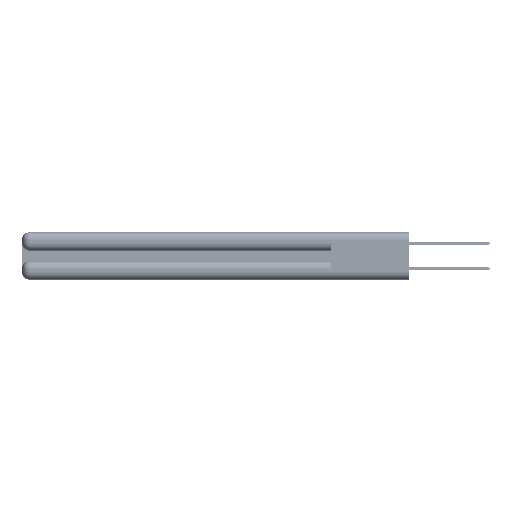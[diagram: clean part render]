
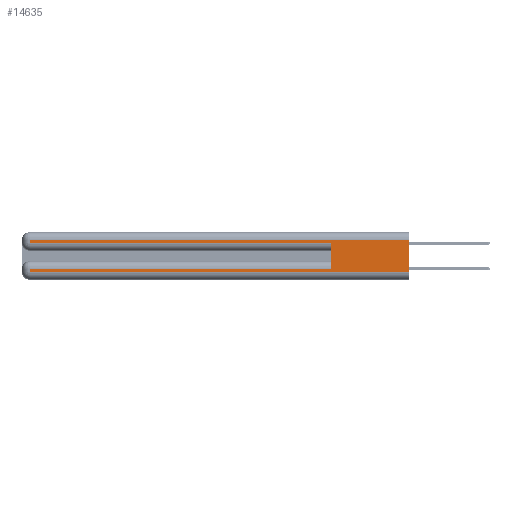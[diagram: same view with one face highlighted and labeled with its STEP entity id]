
A CAD part, left-side view. The second image highlights one B-rep face of the part: STEP entity #14635.
In plain terms, the highlighted planar face has unit normal (-1, 0, 0).
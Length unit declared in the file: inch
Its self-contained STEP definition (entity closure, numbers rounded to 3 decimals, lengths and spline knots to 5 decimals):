
#1371 = EDGE_CURVE ( 'NONE', #29649, #2194, #25817, .T. ) ;
#1940 = ORIENTED_EDGE ( 'NONE', *, *, #1371, .T. ) ;
#2194 = VERTEX_POINT ( 'NONE', #41203 ) ;
#2229 = EDGE_CURVE ( 'NONE', #56018, #52669, #38241, .T. ) ;
#3475 = CARTESIAN_POINT ( 'NONE',  ( 0., 2.94, 0.31 ) ) ;
#4478 = CARTESIAN_POINT ( 'NONE',  ( 0., 0., 0.285 ) ) ;
#5335 = CARTESIAN_POINT ( 'NONE',  ( 0., 0., 0.085 ) ) ;
#5894 = LINE ( 'NONE', #57667, #51884 ) ;
#6012 = EDGE_CURVE ( 'NONE', #57656, #16566, #5894, .T. ) ;
#6119 = ORIENTED_EDGE ( 'NONE', *, *, #2229, .F. ) ;
#6721 = LINE ( 'NONE', #5335, #33163 ) ;
#7764 = FACE_OUTER_BOUND ( 'NONE', #19417, .T. ) ;
#9814 = EDGE_CURVE ( 'NONE', #2194, #33551, #55755, .T. ) ;
#10855 = CARTESIAN_POINT ( 'NONE',  ( 0., 0.6, 0.145 ) ) ;
#12812 = CARTESIAN_POINT ( 'NONE',  ( 0., 0., 0.37 ) ) ;
#14635 = ADVANCED_FACE ( 'NONE', ( #7764 ), #25611, .F. ) ;
#14896 = ORIENTED_EDGE ( 'NONE', *, *, #6012, .T. ) ;
#15162 = LINE ( 'NONE', #18906, #28329 ) ;
#16566 = VERTEX_POINT ( 'NONE', #3475 ) ;
#17950 = CARTESIAN_POINT ( 'NONE',  ( 0., 0.6, 0.085 ) ) ;
#18438 = CARTESIAN_POINT ( 'NONE',  ( 0., 2.94, 0.37 ) ) ;
#18906 = CARTESIAN_POINT ( 'NONE',  ( 0., 2.94, 0.37 ) ) ;
#19417 = EDGE_LOOP ( 'NONE', ( #35656, #14896, #29001, #35183, #6119, #52724, #1940, #48228 ) ) ;
#20166 = DIRECTION ( 'NONE',  ( 0., 0., -1. ) ) ;
#20620 = EDGE_CURVE ( 'NONE', #51222, #52669, #55645, .T. ) ;
#21217 = EDGE_CURVE ( 'NONE', #16566, #51222, #15162, .T. ) ;
#21882 = EDGE_CURVE ( 'NONE', #56018, #29649, #6721, .T. ) ;
#25611 = PLANE ( 'NONE',  #30003 ) ;
#25804 = CARTESIAN_POINT ( 'NONE',  ( 0., 0.6, 0.285 ) ) ;
#25817 = LINE ( 'NONE', #18438, #26566 ) ;
#26241 = VECTOR ( 'NONE', #37871, 39.37008 ) ;
#26257 = CARTESIAN_POINT ( 'NONE',  ( 0., 0., 0.06 ) ) ;
#26566 = VECTOR ( 'NONE', #20166, 39.37008 ) ;
#28329 = VECTOR ( 'NONE', #31929, 39.37008 ) ;
#28872 = CARTESIAN_POINT ( 'NONE',  ( 0., 2.94, 0.085 ) ) ;
#29001 = ORIENTED_EDGE ( 'NONE', *, *, #21217, .T. ) ;
#29082 = VECTOR ( 'NONE', #35607, 39.37008 ) ;
#29562 = CARTESIAN_POINT ( 'NONE',  ( 0., 0., 0.31 ) ) ;
#29649 = VERTEX_POINT ( 'NONE', #28872 ) ;
#30003 = AXIS2_PLACEMENT_3D ( 'NONE', #12812, #56821, #30059 ) ;
#30059 = DIRECTION ( 'NONE',  ( 0., 0., -1. ) ) ;
#31929 = DIRECTION ( 'NONE',  ( 0., 0., -1. ) ) ;
#33163 = VECTOR ( 'NONE', #53648, 39.37008 ) ;
#33551 = VERTEX_POINT ( 'NONE', #26257 ) ;
#34167 = VECTOR ( 'NONE', #34591, 39.37008 ) ;
#34396 = CARTESIAN_POINT ( 'NONE',  ( 0., 0., 0.06 ) ) ;
#34591 = DIRECTION ( 'NONE',  ( 0., -1., 0. ) ) ;
#35183 = ORIENTED_EDGE ( 'NONE', *, *, #20620, .T. ) ;
#35607 = DIRECTION ( 'NONE',  ( 0., -1., 0. ) ) ;
#35656 = ORIENTED_EDGE ( 'NONE', *, *, #40632, .F. ) ;
#37871 = DIRECTION ( 'NONE',  ( 0., 0., -1. ) ) ;
#38241 = LINE ( 'NONE', #10855, #48080 ) ;
#40632 = EDGE_CURVE ( 'NONE', #57656, #33551, #57649, .T. ) ;
#41203 = CARTESIAN_POINT ( 'NONE',  ( 0., 2.94, 0.06 ) ) ;
#41586 = DIRECTION ( 'NONE',  ( 0., 0., 1. ) ) ;
#42736 = CARTESIAN_POINT ( 'NONE',  ( 0., 0., 0.37 ) ) ;
#48080 = VECTOR ( 'NONE', #41586, 39.37008 ) ;
#48228 = ORIENTED_EDGE ( 'NONE', *, *, #9814, .T. ) ;
#51222 = VERTEX_POINT ( 'NONE', #55329 ) ;
#51884 = VECTOR ( 'NONE', #52315, 39.37008 ) ;
#52315 = DIRECTION ( 'NONE',  ( 0., 1., 0. ) ) ;
#52669 = VERTEX_POINT ( 'NONE', #25804 ) ;
#52724 = ORIENTED_EDGE ( 'NONE', *, *, #21882, .T. ) ;
#53648 = DIRECTION ( 'NONE',  ( 0., 1., 0. ) ) ;
#55329 = CARTESIAN_POINT ( 'NONE',  ( 0., 2.94, 0.285 ) ) ;
#55645 = LINE ( 'NONE', #4478, #29082 ) ;
#55755 = LINE ( 'NONE', #34396, #34167 ) ;
#56018 = VERTEX_POINT ( 'NONE', #17950 ) ;
#56821 = DIRECTION ( 'NONE',  ( 1., 0., 0. ) ) ;
#57649 = LINE ( 'NONE', #42736, #26241 ) ;
#57656 = VERTEX_POINT ( 'NONE', #29562 ) ;
#57667 = CARTESIAN_POINT ( 'NONE',  ( 0., 0., 0.31 ) ) ;
